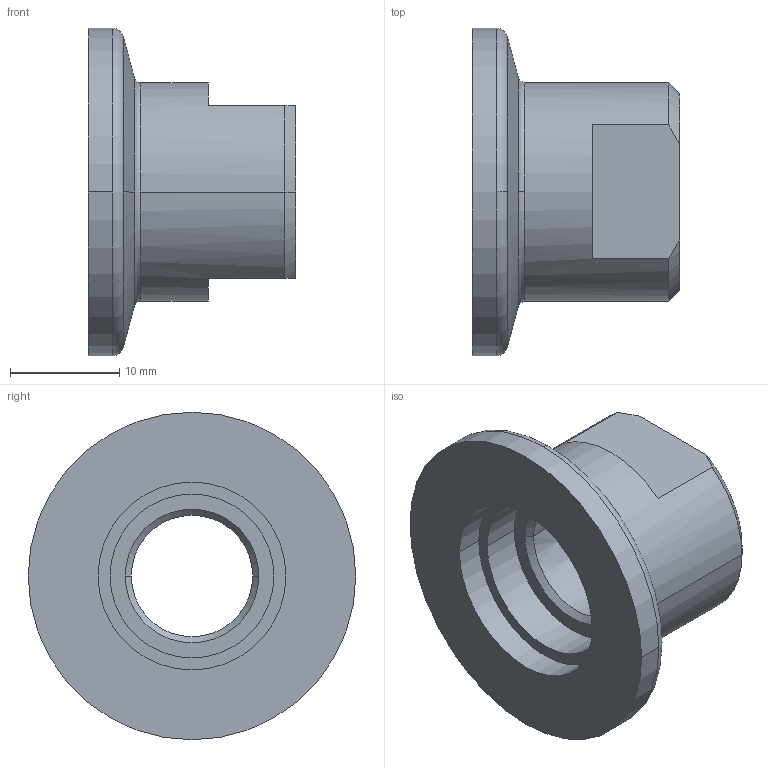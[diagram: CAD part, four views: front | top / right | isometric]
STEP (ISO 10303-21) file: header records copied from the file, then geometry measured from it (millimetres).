
FILE_DESCRIPTION((''),'2;1');
FILE_NAME('211-567.stp','2003-10-13T12:54:36',('KAA'),(''),'Autodesk Inventor (R) 6.0','Autodesk Inventor (R) 6.0','');
FILE_SCHEMA(('CONFIG_CONTROL_DESIGN'));
Length unit declared in the file: millimetre
Products named in the file (1): 211-567
Bounding box: 19 x 30 x 30 mm (x, y, z)
Volume: 4436 mm3; surface area: 3101.8 mm2
Topology: 1 solids, 1 shells, 32 faces, 78 edges, 50 vertices
Faces by surface type: cone 12, cylinder 8, plane 8, torus 2, bspline 2
Entity records: 1137 total; most frequent: CARTESIAN_POINT 257, DIRECTION 184, ORIENTED_EDGE 156, AXIS2_PLACEMENT_3D 79, EDGE_CURVE 78, VERTEX_POINT 50, CIRCLE 48, EDGE_LOOP 36
